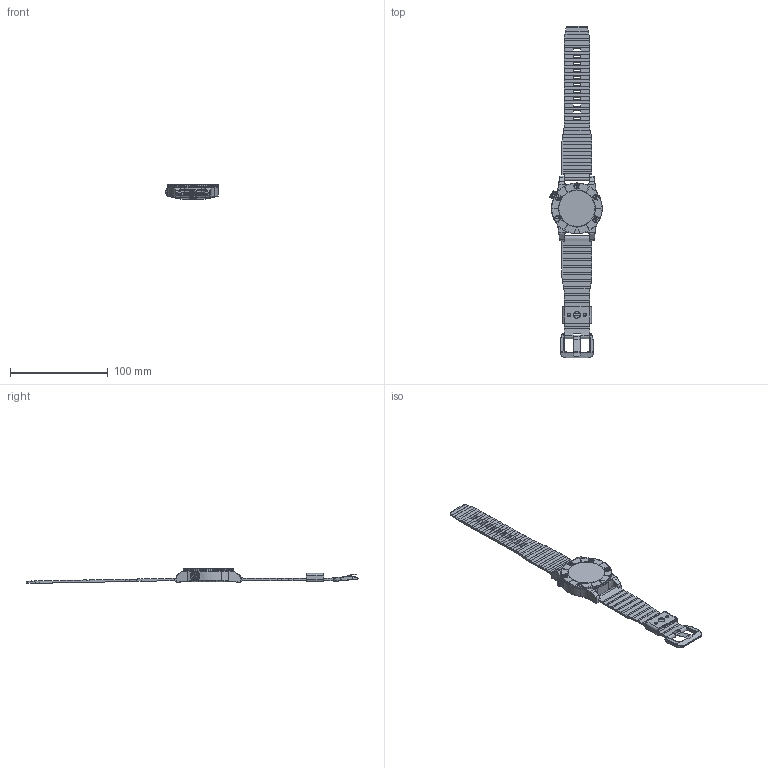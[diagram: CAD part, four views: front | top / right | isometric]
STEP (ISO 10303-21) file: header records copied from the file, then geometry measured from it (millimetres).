
FILE_DESCRIPTION(('FreeCAD Model'),'2;1');
FILE_NAME('Open CASCADE Shape Model','2025-04-25T16:08:06',('FreeCAD'),( 'FreeCAD'),'Open CASCADE STEP processor 7.6','FreeCAD','Unknown');
FILE_SCHEMA(('AUTOMOTIVE_DESIGN { 1 0 10303 214 1 1 1 1 }'));
Products named in the file (1): Open CASCADE STEP translator 7.6 1
Bounding box: 53.9 x 340.18 x 15.39 mm (x, y, z)
Volume: 50822.8 mm3; surface area: 36513 mm2
Topology: 12 solids, 12 shells, 1843 faces, 5082 edges, 3317 vertices
Faces by surface type: bspline 1843
Entity records: 60653 total; most frequent: CARTESIAN_POINT 31341, ORIENTED_EDGE 10164, EDGE_CURVE 5082, B_SPLINE_CURVE_WITH_KNOTS 3766, VERTEX_POINT 3317, FACE_BOUND 1945, EDGE_LOOP 1945, ADVANCED_FACE 1843
